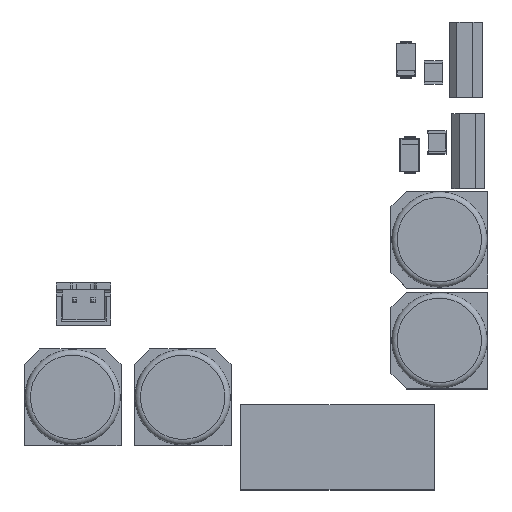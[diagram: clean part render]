
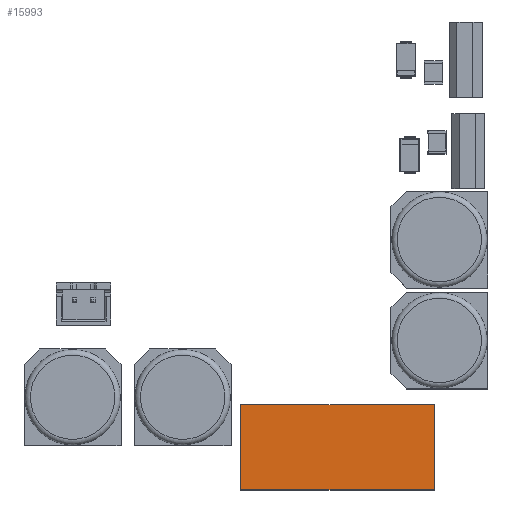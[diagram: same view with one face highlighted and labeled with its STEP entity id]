
A CAD part, top view. The second image highlights one B-rep face of the part: STEP entity #15993.
In plain terms, the highlighted planar face has unit normal (0, 0, 1).
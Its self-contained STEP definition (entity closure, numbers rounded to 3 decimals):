
#15679 = VERTEX_POINT('',#15680);
#15680 = CARTESIAN_POINT('',(179.565,-130.865,1.58));
#15687 = PLANE('',#15688);
#15688 = AXIS2_PLACEMENT_3D('',#15689,#15690,#15691);
#15689 = CARTESIAN_POINT('',(179.565,-130.865,0.));
#15690 = DIRECTION('',(0.,-1.,0.));
#15691 = DIRECTION('',(-1.,0.,0.));
#15699 = PLANE('',#15700);
#15700 = AXIS2_PLACEMENT_3D('',#15701,#15702,#15703);
#15701 = CARTESIAN_POINT('',(179.565,-119.265,0.));
#15702 = DIRECTION('',(1.,0.,-0.));
#15703 = DIRECTION('',(0.,-1.,0.));
#15711 = EDGE_CURVE('',#15679,#15712,#15714,.T.);
#15712 = VERTEX_POINT('',#15713);
#15713 = CARTESIAN_POINT('',(153.165,-130.865,1.58));
#15714 = SURFACE_CURVE('',#15715,(#15719,#15726),.PCURVE_S1.);
#15715 = LINE('',#15716,#15717);
#15716 = CARTESIAN_POINT('',(179.565,-130.865,1.58));
#15717 = VECTOR('',#15718,1.);
#15718 = DIRECTION('',(-1.,0.,0.));
#15719 = PCURVE('',#15687,#15720);
#15720 = DEFINITIONAL_REPRESENTATION('',(#15721),#15725);
#15721 = LINE('',#15722,#15723);
#15722 = CARTESIAN_POINT('',(0.,-1.58));
#15723 = VECTOR('',#15724,1.);
#15724 = DIRECTION('',(1.,0.));
#15725 = ( GEOMETRIC_REPRESENTATION_CONTEXT(2) 
PARAMETRIC_REPRESENTATION_CONTEXT() REPRESENTATION_CONTEXT('2D SPACE',''
  ) );
#15726 = PCURVE('',#15727,#15732);
#15727 = PLANE('',#15728);
#15728 = AXIS2_PLACEMENT_3D('',#15729,#15730,#15731);
#15729 = CARTESIAN_POINT('',(166.365,-125.065,1.58));
#15730 = DIRECTION('',(-0.,-0.,-1.));
#15731 = DIRECTION('',(-1.,0.,0.));
#15732 = DEFINITIONAL_REPRESENTATION('',(#15733),#15737);
#15733 = LINE('',#15734,#15735);
#15734 = CARTESIAN_POINT('',(-13.2,-5.8));
#15735 = VECTOR('',#15736,1.);
#15736 = DIRECTION('',(1.,0.));
#15737 = ( GEOMETRIC_REPRESENTATION_CONTEXT(2) 
PARAMETRIC_REPRESENTATION_CONTEXT() REPRESENTATION_CONTEXT('2D SPACE',''
  ) );
#15755 = PLANE('',#15756);
#15756 = AXIS2_PLACEMENT_3D('',#15757,#15758,#15759);
#15757 = CARTESIAN_POINT('',(153.165,-130.865,0.));
#15758 = DIRECTION('',(-1.,0.,0.));
#15759 = DIRECTION('',(0.,1.,0.));
#15797 = EDGE_CURVE('',#15712,#15798,#15800,.T.);
#15798 = VERTEX_POINT('',#15799);
#15799 = CARTESIAN_POINT('',(153.165,-119.265,1.58));
#15800 = SURFACE_CURVE('',#15801,(#15805,#15812),.PCURVE_S1.);
#15801 = LINE('',#15802,#15803);
#15802 = CARTESIAN_POINT('',(153.165,-130.865,1.58));
#15803 = VECTOR('',#15804,1.);
#15804 = DIRECTION('',(0.,1.,0.));
#15805 = PCURVE('',#15755,#15806);
#15806 = DEFINITIONAL_REPRESENTATION('',(#15807),#15811);
#15807 = LINE('',#15808,#15809);
#15808 = CARTESIAN_POINT('',(0.,-1.58));
#15809 = VECTOR('',#15810,1.);
#15810 = DIRECTION('',(1.,0.));
#15811 = ( GEOMETRIC_REPRESENTATION_CONTEXT(2) 
PARAMETRIC_REPRESENTATION_CONTEXT() REPRESENTATION_CONTEXT('2D SPACE',''
  ) );
#15812 = PCURVE('',#15727,#15813);
#15813 = DEFINITIONAL_REPRESENTATION('',(#15814),#15818);
#15814 = LINE('',#15815,#15816);
#15815 = CARTESIAN_POINT('',(13.2,-5.8));
#15816 = VECTOR('',#15817,1.);
#15817 = DIRECTION('',(0.,1.));
#15818 = ( GEOMETRIC_REPRESENTATION_CONTEXT(2) 
PARAMETRIC_REPRESENTATION_CONTEXT() REPRESENTATION_CONTEXT('2D SPACE',''
  ) );
#15836 = PLANE('',#15837);
#15837 = AXIS2_PLACEMENT_3D('',#15838,#15839,#15840);
#15838 = CARTESIAN_POINT('',(153.165,-119.265,0.));
#15839 = DIRECTION('',(0.,1.,0.));
#15840 = DIRECTION('',(1.,0.,0.));
#15873 = EDGE_CURVE('',#15798,#15874,#15876,.T.);
#15874 = VERTEX_POINT('',#15875);
#15875 = CARTESIAN_POINT('',(179.565,-119.265,1.58));
#15876 = SURFACE_CURVE('',#15877,(#15881,#15888),.PCURVE_S1.);
#15877 = LINE('',#15878,#15879);
#15878 = CARTESIAN_POINT('',(153.165,-119.265,1.58));
#15879 = VECTOR('',#15880,1.);
#15880 = DIRECTION('',(1.,0.,0.));
#15881 = PCURVE('',#15836,#15882);
#15882 = DEFINITIONAL_REPRESENTATION('',(#15883),#15887);
#15883 = LINE('',#15884,#15885);
#15884 = CARTESIAN_POINT('',(0.,-1.58));
#15885 = VECTOR('',#15886,1.);
#15886 = DIRECTION('',(1.,0.));
#15887 = ( GEOMETRIC_REPRESENTATION_CONTEXT(2) 
PARAMETRIC_REPRESENTATION_CONTEXT() REPRESENTATION_CONTEXT('2D SPACE',''
  ) );
#15888 = PCURVE('',#15727,#15889);
#15889 = DEFINITIONAL_REPRESENTATION('',(#15890),#15894);
#15890 = LINE('',#15891,#15892);
#15891 = CARTESIAN_POINT('',(13.2,5.8));
#15892 = VECTOR('',#15893,1.);
#15893 = DIRECTION('',(-1.,0.));
#15894 = ( GEOMETRIC_REPRESENTATION_CONTEXT(2) 
PARAMETRIC_REPRESENTATION_CONTEXT() REPRESENTATION_CONTEXT('2D SPACE',''
  ) );
#15944 = EDGE_CURVE('',#15874,#15679,#15945,.T.);
#15945 = SURFACE_CURVE('',#15946,(#15950,#15957),.PCURVE_S1.);
#15946 = LINE('',#15947,#15948);
#15947 = CARTESIAN_POINT('',(179.565,-119.265,1.58));
#15948 = VECTOR('',#15949,1.);
#15949 = DIRECTION('',(0.,-1.,0.));
#15950 = PCURVE('',#15699,#15951);
#15951 = DEFINITIONAL_REPRESENTATION('',(#15952),#15956);
#15952 = LINE('',#15953,#15954);
#15953 = CARTESIAN_POINT('',(0.,-1.58));
#15954 = VECTOR('',#15955,1.);
#15955 = DIRECTION('',(1.,0.));
#15956 = ( GEOMETRIC_REPRESENTATION_CONTEXT(2) 
PARAMETRIC_REPRESENTATION_CONTEXT() REPRESENTATION_CONTEXT('2D SPACE',''
  ) );
#15957 = PCURVE('',#15727,#15958);
#15958 = DEFINITIONAL_REPRESENTATION('',(#15959),#15963);
#15959 = LINE('',#15960,#15961);
#15960 = CARTESIAN_POINT('',(-13.2,5.8));
#15961 = VECTOR('',#15962,1.);
#15962 = DIRECTION('',(0.,-1.));
#15963 = ( GEOMETRIC_REPRESENTATION_CONTEXT(2) 
PARAMETRIC_REPRESENTATION_CONTEXT() REPRESENTATION_CONTEXT('2D SPACE',''
  ) );
#15993 = ADVANCED_FACE('',(#15994),#15727,.F.);
#15994 = FACE_BOUND('',#15995,.F.);
#15995 = EDGE_LOOP('',(#15996,#15997,#15998,#15999));
#15996 = ORIENTED_EDGE('',*,*,#15711,.T.);
#15997 = ORIENTED_EDGE('',*,*,#15797,.T.);
#15998 = ORIENTED_EDGE('',*,*,#15873,.T.);
#15999 = ORIENTED_EDGE('',*,*,#15944,.T.);
